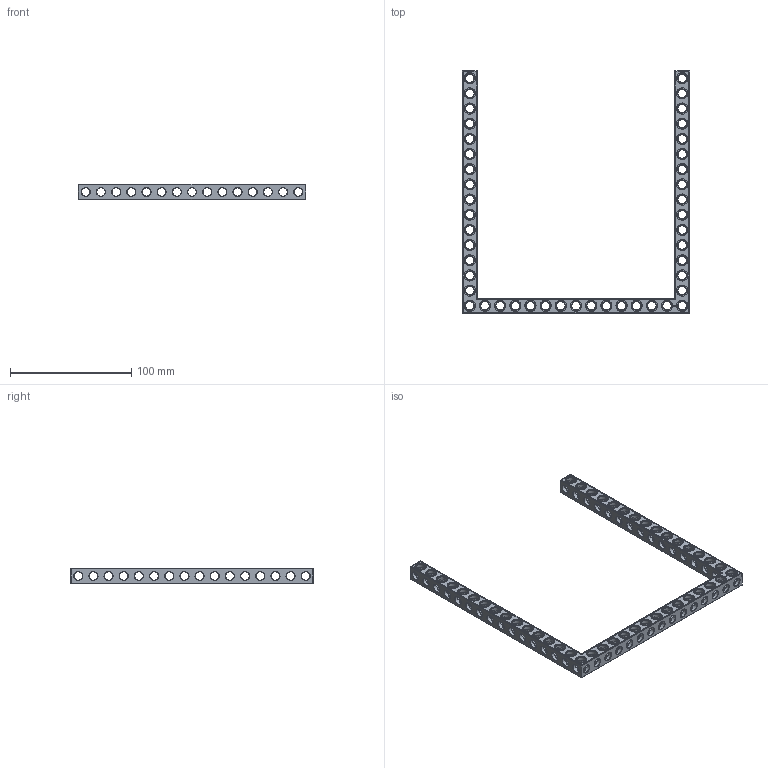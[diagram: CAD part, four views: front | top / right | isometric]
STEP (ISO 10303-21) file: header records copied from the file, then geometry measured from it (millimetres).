
FILE_DESCRIPTION(('FreeCAD Model'),'2;1');
FILE_NAME('Open CASCADE Shape Model','2022-03-06T13:44:18',('Author'),( ''),'Open CASCADE STEP processor 7.5','FreeCAD','Unknown');
FILE_SCHEMA(('AUTOMOTIVE_DESIGN { 1 0 10303 214 1 1 1 1 }'));
Products named in the file (1): Beam AGD ESS USH SYM BU15x16x01 - SPN-BEM-0551 (stemfie.org)
Bounding box: 187.5 x 200 x 12.5 mm (x, y, z)
Volume: 43971.7 mm3; surface area: 39224.1 mm2
Topology: 1 solids, 1 shells, 1027 faces, 3172 edges, 2044 vertices
Faces by surface type: plane 424, cylinder 271, cone 182, extrusion 150
Full cylindrical faces by diameter (mm): 6.98 x34, 7 x192, 9.2 x45
Entity records: 236228 total; most frequent: CARTESIAN_POINT 177240, DIRECTION 9586, ORIENTED_EDGE 6344, PCURVE 6344, DEFINITIONAL_REPRESENTATION 6344, VECTOR 5759, LINE 5609, EDGE_CURVE 3172
